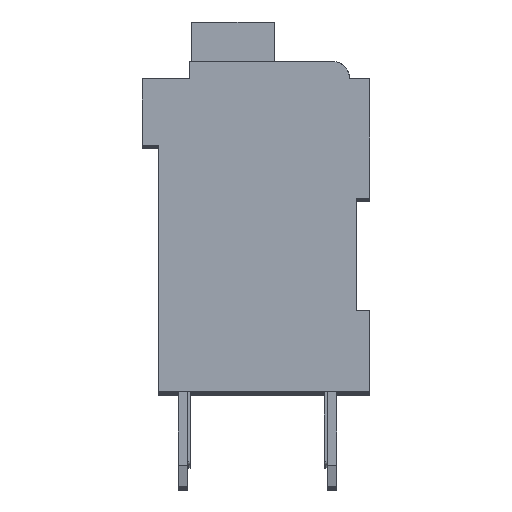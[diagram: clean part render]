
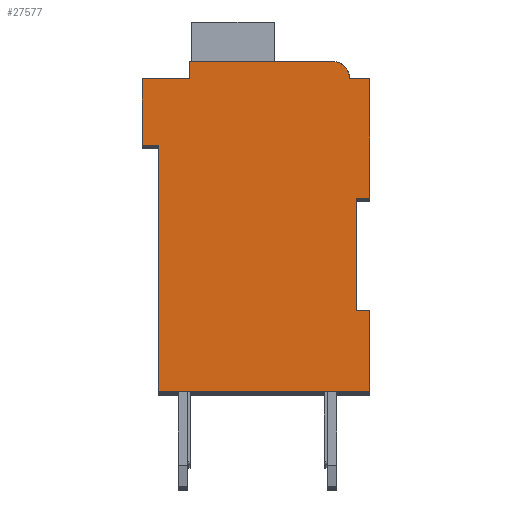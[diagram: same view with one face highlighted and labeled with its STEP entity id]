
A CAD part, top view. The second image highlights one B-rep face of the part: STEP entity #27577.
In plain terms, the highlighted planar face has unit normal (0, 0, 1).
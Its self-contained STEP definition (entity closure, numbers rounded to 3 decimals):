
#6614=DIRECTION('',(1.,0.,0.));
#6615=VECTOR('',#6614,0.5);
#6616=CARTESIAN_POINT('',(7.3,7.15,2.1));
#6617=LINE('',#6616,#6615);
#6618=DIRECTION('',(0.,1.,0.));
#6619=VECTOR('',#6618,4.15);
#6620=CARTESIAN_POINT('',(7.3,3.,2.1));
#6621=LINE('',#6620,#6619);
#6622=DIRECTION('',(-1.,0.,0.));
#6623=VECTOR('',#6622,0.5);
#6624=CARTESIAN_POINT('',(7.8,3.,2.1));
#6625=LINE('',#6624,#6623);
#6626=DIRECTION('',(0.,1.,0.));
#6627=VECTOR('',#6626,3.);
#6628=CARTESIAN_POINT('',(7.8,0.,2.1));
#6629=LINE('',#6628,#6627);
#6630=DIRECTION('',(1.,0.,0.));
#6631=VECTOR('',#6630,7.8);
#6632=CARTESIAN_POINT('',(0.,0.,2.1));
#6633=LINE('',#6632,#6631);
#6634=DIRECTION('',(0.,-1.,0.));
#6635=VECTOR('',#6634,9.1);
#6636=CARTESIAN_POINT('',(0.,9.1,2.1));
#6637=LINE('',#6636,#6635);
#6638=DIRECTION('',(1.,0.,0.));
#6639=VECTOR('',#6638,0.6);
#6640=CARTESIAN_POINT('',(-0.6,9.1,2.1));
#6641=LINE('',#6640,#6639);
#6642=DIRECTION('',(0.,-1.,0.));
#6643=VECTOR('',#6642,2.45);
#6644=CARTESIAN_POINT('',(-0.6,11.55,2.1));
#6645=LINE('',#6644,#6643);
#6646=DIRECTION('',(-1.,0.,0.));
#6647=VECTOR('',#6646,1.75);
#6648=CARTESIAN_POINT('',(1.15,11.55,2.1));
#6649=LINE('',#6648,#6647);
#6650=DIRECTION('',(0.,-1.,0.));
#6651=VECTOR('',#6650,0.65);
#6652=CARTESIAN_POINT('',(1.15,12.2,2.1));
#6653=LINE('',#6652,#6651);
#6654=DIRECTION('',(-1.,0.,0.));
#6655=VECTOR('',#6654,5.25);
#6656=CARTESIAN_POINT('',(6.4,12.2,2.1));
#6657=LINE('',#6656,#6655);
#6658=CARTESIAN_POINT('',(6.4,11.55,2.1));
#6659=DIRECTION('',(0.,0.,1.));
#6660=DIRECTION('',(1.,0.,0.));
#6661=AXIS2_PLACEMENT_3D('',#6658,#6659,#6660);
#6663=DIRECTION('',(-1.,0.,0.));
#6664=VECTOR('',#6663,0.75);
#6665=CARTESIAN_POINT('',(7.8,11.55,2.1));
#6666=LINE('',#6665,#6664);
#6667=DIRECTION('',(0.,1.,0.));
#6668=VECTOR('',#6667,4.4);
#6669=CARTESIAN_POINT('',(7.8,7.15,2.1));
#6670=LINE('',#6669,#6668);
#16077=CARTESIAN_POINT('',(7.3,7.15,2.1));
#16078=CARTESIAN_POINT('',(7.8,7.15,2.1));
#16079=VERTEX_POINT('',#16077);
#16080=VERTEX_POINT('',#16078);
#16081=CARTESIAN_POINT('',(7.8,11.55,2.1));
#16082=VERTEX_POINT('',#16081);
#16083=CARTESIAN_POINT('',(7.05,11.55,2.1));
#16084=VERTEX_POINT('',#16083);
#16085=CARTESIAN_POINT('',(6.4,12.2,2.1));
#16086=VERTEX_POINT('',#16085);
#16087=CARTESIAN_POINT('',(1.15,12.2,2.1));
#16088=VERTEX_POINT('',#16087);
#16089=CARTESIAN_POINT('',(1.15,11.55,2.1));
#16090=VERTEX_POINT('',#16089);
#16091=CARTESIAN_POINT('',(-0.6,11.55,2.1));
#16092=VERTEX_POINT('',#16091);
#16093=CARTESIAN_POINT('',(-0.6,9.1,2.1));
#16094=VERTEX_POINT('',#16093);
#16095=CARTESIAN_POINT('',(0.,9.1,2.1));
#16096=VERTEX_POINT('',#16095);
#16097=CARTESIAN_POINT('',(0.,0.,2.1));
#16098=VERTEX_POINT('',#16097);
#16099=CARTESIAN_POINT('',(7.8,0.,2.1));
#16100=VERTEX_POINT('',#16099);
#16101=CARTESIAN_POINT('',(7.8,3.,2.1));
#16102=VERTEX_POINT('',#16101);
#16103=CARTESIAN_POINT('',(7.3,3.,2.1));
#16104=VERTEX_POINT('',#16103);
#27556=CARTESIAN_POINT('',(0.,0.,2.1));
#27557=DIRECTION('',(0.,0.,1.));
#27558=DIRECTION('',(1.,0.,0.));
#27559=AXIS2_PLACEMENT_3D('',#27556,#27557,#27558);
#27560=PLANE('',#27559);
#27561=ORIENTED_EDGE('',*,*,#21170,.F.);
#27562=ORIENTED_EDGE('',*,*,#21926,.F.);
#27563=ORIENTED_EDGE('',*,*,#22544,.F.);
#27564=ORIENTED_EDGE('',*,*,#22959,.F.);
#27565=ORIENTED_EDGE('',*,*,#23442,.F.);
#27566=ORIENTED_EDGE('',*,*,#24083,.F.);
#27567=ORIENTED_EDGE('',*,*,#24728,.F.);
#27568=ORIENTED_EDGE('',*,*,#24977,.F.);
#27569=ORIENTED_EDGE('',*,*,#25353,.F.);
#27570=ORIENTED_EDGE('',*,*,#26076,.F.);
#27571=ORIENTED_EDGE('',*,*,#26644,.F.);
#27572=ORIENTED_EDGE('',*,*,#25404,.F.);
#27573=ORIENTED_EDGE('',*,*,#25877,.F.);
#27574=ORIENTED_EDGE('',*,*,#21821,.F.);
#27575=EDGE_LOOP('',(#27561,#27562,#27563,#27564,#27565,#27566,#27567,#27568,
#27569,#27570,#27571,#27572,#27573,#27574));
#27576=FACE_OUTER_BOUND('',#27575,.F.);
#6662=CIRCLE('',#6661,0.65);
#21170=EDGE_CURVE('',#16079,#16080,#6617,.T.);
#21821=EDGE_CURVE('',#16080,#16082,#6670,.T.);
#21926=EDGE_CURVE('',#16104,#16079,#6621,.T.);
#22544=EDGE_CURVE('',#16102,#16104,#6625,.T.);
#22959=EDGE_CURVE('',#16100,#16102,#6629,.T.);
#23442=EDGE_CURVE('',#16098,#16100,#6633,.T.);
#24083=EDGE_CURVE('',#16096,#16098,#6637,.T.);
#24728=EDGE_CURVE('',#16094,#16096,#6641,.T.);
#24977=EDGE_CURVE('',#16092,#16094,#6645,.T.);
#25353=EDGE_CURVE('',#16090,#16092,#6649,.T.);
#25404=EDGE_CURVE('',#16084,#16086,#6662,.T.);
#25877=EDGE_CURVE('',#16082,#16084,#6666,.T.);
#26076=EDGE_CURVE('',#16088,#16090,#6653,.T.);
#26644=EDGE_CURVE('',#16086,#16088,#6657,.T.);
#27577=ADVANCED_FACE('',(#27576),#27560,.T.);
